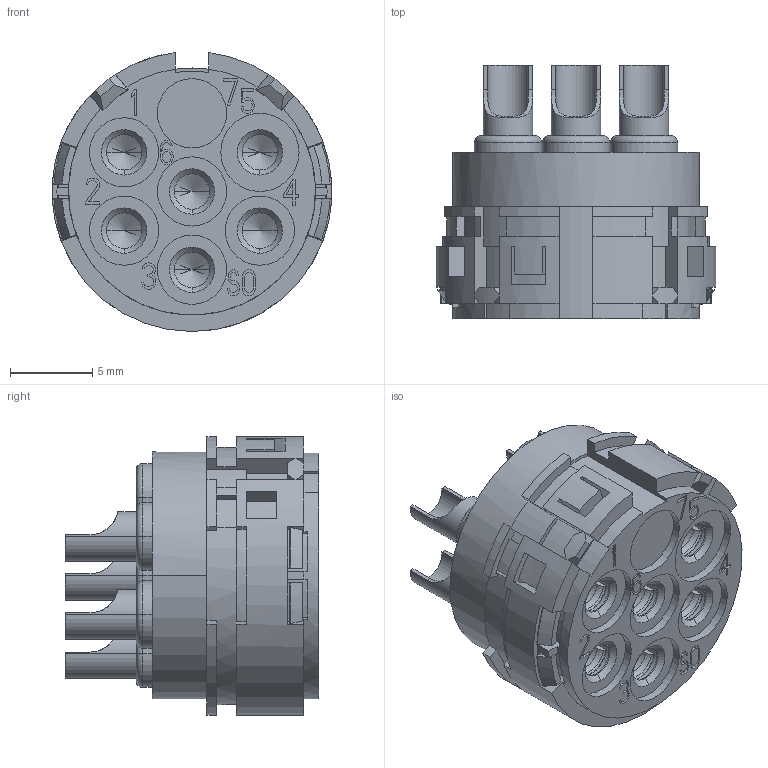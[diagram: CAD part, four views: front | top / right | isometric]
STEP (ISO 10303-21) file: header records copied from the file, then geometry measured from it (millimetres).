
FILE_DESCRIPTION((''),'2;1');
FILE_NAME('HR23-006-FST_SW0001','2017-08-02T',('tc.chen'),(''),'PRO/ENGINEER BY PARAMETRIC TECHNOLOGY CORPORATION, 2012480','PRO/ENGINEER BY PARAMETRIC TECHNOLOGY CORPORATION, 2012480','');
FILE_SCHEMA(('AUTOMOTIVE_DESIGN { 1 0 10303 214 1 1 1 1 }'));
Length unit declared in the file: millimetre
Products named in the file (1): HR23-006-FST_SW0001
Bounding box: 16.96 x 15.4 x 16.94 mm (x, y, z)
Volume: 1657.4 mm3; surface area: 3791 mm2
Topology: 1 solids, 1 shells, 1197 faces, 3381 edges, 2208 vertices
Faces by surface type: plane 867, cylinder 210, cone 80, torus 40
Entity records: 40207 total; most frequent: CARTESIAN_POINT 7465, ORIENTED_EDGE 6714, DIRECTION 6314, EDGE_CURVE 3357, VECTOR 2590, LINE 2590, VERTEX_POINT 2208, AXIS2_PLACEMENT_3D 1862
